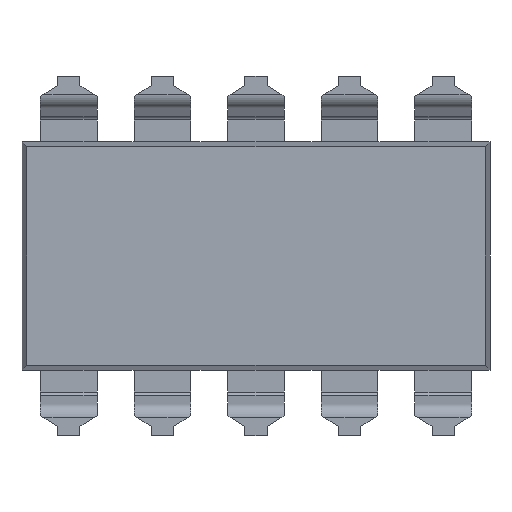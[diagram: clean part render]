
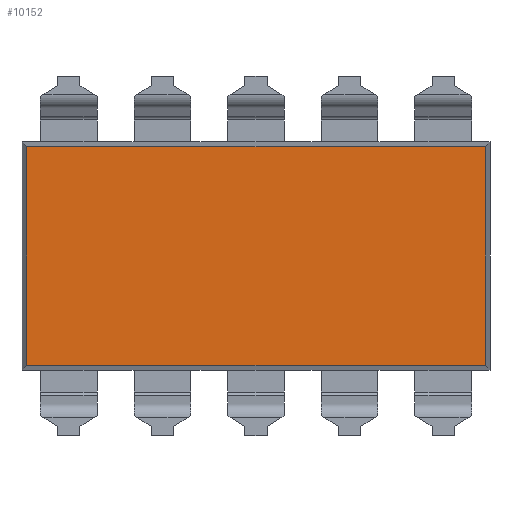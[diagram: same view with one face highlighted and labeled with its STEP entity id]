
A CAD part, front view. The second image highlights one B-rep face of the part: STEP entity #10152.
In plain terms, the highlighted planar face has unit normal (0, -1, 0).
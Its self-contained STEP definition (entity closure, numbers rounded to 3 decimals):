
#1=DIRECTION('',(0.,0.,1.));
#2=VECTOR('',#1,5.93);
#3=CARTESIAN_POINT('',(-8.755,-1.1,-2.965));
#4=LINE('',#3,#2);
#5=DIRECTION('',(1.,0.,0.));
#6=VECTOR('',#5,12.43);
#7=CARTESIAN_POINT('',(-8.755,-1.1,2.965));
#8=LINE('',#7,#6);
#9=DIRECTION('',(0.,0.,-1.));
#10=VECTOR('',#9,5.93);
#11=CARTESIAN_POINT('',(3.675,-1.1,2.965));
#12=LINE('',#11,#10);
#13=DIRECTION('',(-1.,0.,0.));
#14=VECTOR('',#13,12.43);
#15=CARTESIAN_POINT('',(3.675,-1.1,-2.965));
#16=LINE('',#15,#14);
#7649=CARTESIAN_POINT('',(-8.755,-1.1,-2.965));
#7650=CARTESIAN_POINT('',(-8.755,-1.1,2.965));
#7651=VERTEX_POINT('',#7649);
#7652=VERTEX_POINT('',#7650);
#7653=CARTESIAN_POINT('',(3.675,-1.1,2.965));
#7654=VERTEX_POINT('',#7653);
#7655=CARTESIAN_POINT('',(3.675,-1.1,-2.965));
#7656=VERTEX_POINT('',#7655);
#10137=CARTESIAN_POINT('',(0.,-1.1,0.));
#10138=DIRECTION('',(0.,1.,0.));
#10139=DIRECTION('',(1.,0.,0.));
#10140=AXIS2_PLACEMENT_3D('',#10137,#10138,#10139);
#10141=PLANE('',#10140);
#10143=ORIENTED_EDGE('',*,*,#10142,.T.);
#10145=ORIENTED_EDGE('',*,*,#10144,.T.);
#10147=ORIENTED_EDGE('',*,*,#10146,.T.);
#10149=ORIENTED_EDGE('',*,*,#10148,.T.);
#10150=EDGE_LOOP('',(#10143,#10145,#10147,#10149));
#10151=FACE_OUTER_BOUND('',#10150,.F.);
#10142=EDGE_CURVE('',#7651,#7652,#4,.T.);
#10144=EDGE_CURVE('',#7652,#7654,#8,.T.);
#10146=EDGE_CURVE('',#7654,#7656,#12,.T.);
#10148=EDGE_CURVE('',#7656,#7651,#16,.T.);
#10152=ADVANCED_FACE('',(#10151),#10141,.F.);
